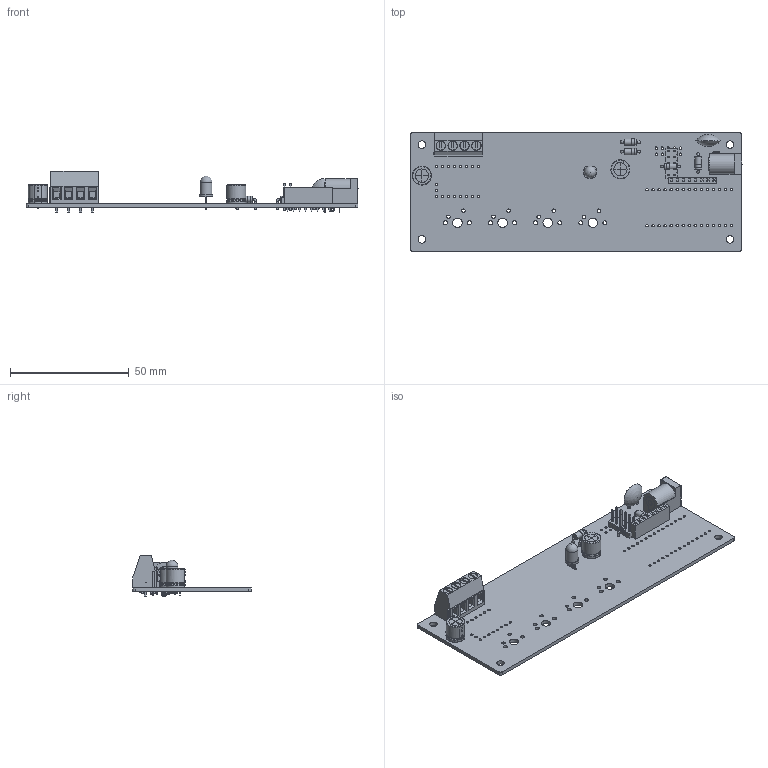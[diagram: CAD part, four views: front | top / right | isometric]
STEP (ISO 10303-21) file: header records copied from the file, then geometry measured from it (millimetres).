
FILE_DESCRIPTION(('KiCad electronic assembly'),'2;1');
FILE_NAME('Main-PCB-ArduinoNano.step','2024-04-20T18:43:55',('Pcbnew'),( 'Kicad'),'Open CASCADE STEP processor 7.7','KiCad to STEP converter' ,'Unknown');
FILE_SCHEMA(('AUTOMOTIVE_DESIGN { 1 0 10303 214 1 1 1 1 }'));
Length unit declared in the file: millimetre
Products named in the file (18): Main-PCB-ArduinoNano 1; CP_Radial_D8.0mm_P3.50mm; CP_Radial_D80mm_P350mm; C_Disc_D10.5mm_W5.0mm_P5.00mm; C_Disc_D105mm_W50mm_P500mm; TerminalBlock_Phoenix_MKDS-1,5-4_1x04_P5.00mm_Horizontal; TerminalBlock_Phoenix_MKDS_15_4_1x04_P500mm_Horizontal; PinSocket_1x08_P2.54mm_Vertical; PinSocket_1x08_P254mm_Vertical; BarrelJack_Horizontal; D_DO-41_SOD81_P7.62mm_Horizontal; PinHeader_2x05_P2.54mm_Vertical; PinHeader_2x05_P254mm_Vertical; LED_D5.0mm-4_RGB; LED_D5.0mm-4; Main-board-ArduinoNano_PCB
Assembly tree (21 placements, depth 3):
  Main-PCB-ArduinoNano 1
    CP_Radial_D8.0mm_P3.50mm  x2
      CP_Radial_D80mm_P350mm
    C_Disc_D10.5mm_W5.0mm_P5.00mm
      C_Disc_D105mm_W50mm_P500mm
    TerminalBlock_Phoenix_MKDS-1,5-4_1x04_P5.00mm_Horizontal
      TerminalBlock_Phoenix_MKDS_15_4_1x04_P500mm_Horizontal
    PinSocket_1x08_P2.54mm_Vertical
      PinSocket_1x08_P254mm_Vertical
    BarrelJack_Horizontal
      BarrelJack_Horizontal
    D_DO-41_SOD81_P7.62mm_Horizontal  x4
      D_DO-41_SOD81_P7.62mm_Horizontal
    PinHeader_2x05_P2.54mm_Vertical
      PinHeader_2x05_P254mm_Vertical
    LED_D5.0mm-4_RGB
      LED_D5.0mm-4
    Main-board-ArduinoNano_PCB
Bounding box: 140.05 x 50 x 17.7 mm (x, y, z)
Volume: 15446.9 mm3; surface area: 21416.2 mm2
Topology: 17 solids, 19 shells, 1042 faces, 2567 edges, 1636 vertices
Faces by surface type: plane 760, cylinder 216, bspline 32, revolution 12, torus 12, sphere 8, extrusion 2
Full cylindrical faces by diameter (mm): 0.5 x4, 0.7 x2, 0.8 x20, 0.9 x4, 1 x70, 1.1 x8, 1.3 x4, 1.5 x10, 1.7 x8, 2 x2, 2.7 x8, 2.72 x4, 3.2 x4, 3.8 x4, 4 x8, 5 x1, 6.3 x1
Entity records: 35254 total; most frequent: CARTESIAN_POINT 6050, ORIENTED_EDGE 4712, DIRECTION 4623, EDGE_CURVE 2356, VECTOR 1845, LINE 1843, VERTEX_POINT 1507, AXIS2_PLACEMENT_3D 1386
